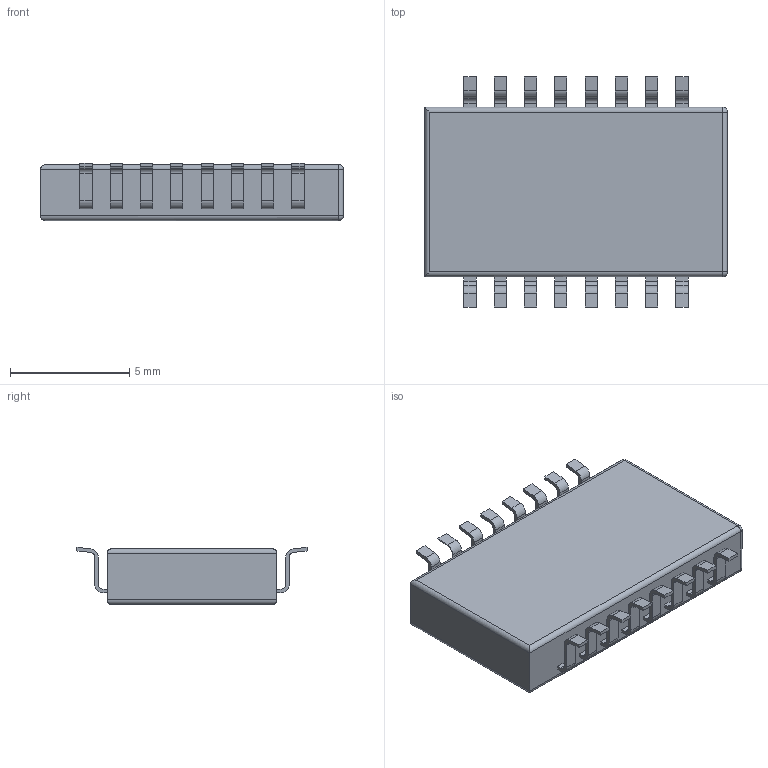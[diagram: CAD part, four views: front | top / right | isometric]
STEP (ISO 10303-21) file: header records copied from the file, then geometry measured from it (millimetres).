
FILE_DESCRIPTION (( 'STEP AP214' ), '1' );
FILE_NAME ('閉情H1102NL.STEP', '2020-02-16T05:30:06', ( 'xtzj' ), ( '' ), 'SwSTEP 2.0', 'SolidWorks 2020', '' );
FILE_SCHEMA (( 'AUTOMOTIVE_DESIGN' ));
Length unit declared in the file: millimetre
Products named in the file (1): 閉情H1102NL
Bounding box: 12.7 x 9.65 x 2.4 mm (x, y, z)
Volume: 214.8 mm3; surface area: 323.9 mm2
Topology: 1 solids, 1 shells, 232 faces, 622 edges, 404 vertices
Faces by surface type: plane 149, cylinder 77, sphere 4, torus 2
Entity records: 9761 total; most frequent: CARTESIAN_POINT 1270, ORIENTED_EDGE 1236, DIRECTION 1224, EDGE_CURVE 618, VECTOR 468, LINE 468, VERTEX_POINT 404, AXIS2_PLACEMENT_3D 378
